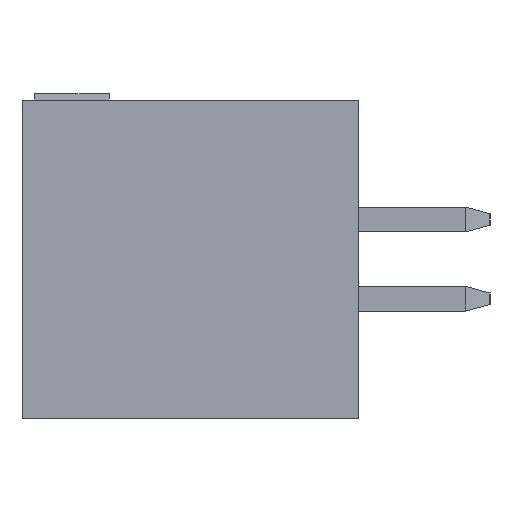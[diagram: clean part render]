
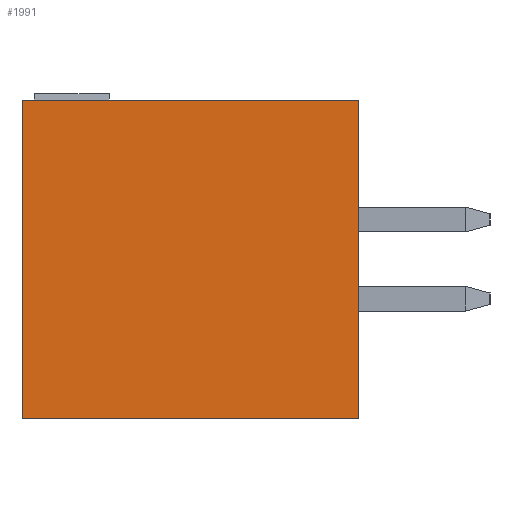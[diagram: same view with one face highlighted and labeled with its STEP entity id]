
A CAD part, left-side view. The second image highlights one B-rep face of the part: STEP entity #1991.
In plain terms, the highlighted planar face has unit normal (-1, 0, 0).
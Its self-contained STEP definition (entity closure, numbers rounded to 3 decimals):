
#612 = PLANE ( 'NONE',  #7555 ) ;
#822 = DIRECTION ( 'NONE',  ( 0., 0., 1. ) ) ;
#991 = VECTOR ( 'NONE', #1668, 1000. ) ;
#1588 = DIRECTION ( 'NONE',  ( 0., -1., 0. ) ) ;
#1668 = DIRECTION ( 'NONE',  ( 0., 0., 1. ) ) ;
#1991 = ADVANCED_FACE ( 'NONE', ( #7240 ), #612, .F. ) ;
#2718 = ORIENTED_EDGE ( 'NONE', *, *, #6244, .T. ) ;
#2731 = CARTESIAN_POINT ( 'NONE',  ( -8.23, 0., -2.55 ) ) ;
#2894 = ORIENTED_EDGE ( 'NONE', *, *, #6743, .F. ) ;
#3360 = EDGE_CURVE ( 'NONE', #3822, #4354, #9202, .T. ) ;
#3643 = CARTESIAN_POINT ( 'NONE',  ( -8.23, 0., 2.55 ) ) ;
#3822 = VERTEX_POINT ( 'NONE', #2731 ) ;
#3926 = LINE ( 'NONE', #11329, #5958 ) ;
#4354 = VERTEX_POINT ( 'NONE', #3643 ) ;
#4517 = LINE ( 'NONE', #6529, #991 ) ;
#4624 = ORIENTED_EDGE ( 'NONE', *, *, #3360, .T. ) ;
#5377 = CARTESIAN_POINT ( 'NONE',  ( -8.23, 5.4, 2.55 ) ) ;
#5485 = VECTOR ( 'NONE', #11515, 1000. ) ;
#5686 = CARTESIAN_POINT ( 'NONE',  ( -8.23, 0., 2.55 ) ) ;
#5958 = VECTOR ( 'NONE', #1588, 1000. ) ;
#5962 = VERTEX_POINT ( 'NONE', #9945 ) ;
#6244 = EDGE_CURVE ( 'NONE', #5962, #3822, #3926, .T. ) ;
#6529 = CARTESIAN_POINT ( 'NONE',  ( -8.23, 5.4, 2.55 ) ) ;
#6563 = LINE ( 'NONE', #12385, #5485 ) ;
#6573 = VECTOR ( 'NONE', #822, 1000. ) ;
#6743 = EDGE_CURVE ( 'NONE', #8251, #4354, #6563, .T. ) ;
#7240 = FACE_OUTER_BOUND ( 'NONE', #10527, .T. ) ;
#7341 = EDGE_CURVE ( 'NONE', #5962, #8251, #4517, .T. ) ;
#7555 = AXIS2_PLACEMENT_3D ( 'NONE', #12393, #9404, #8543 ) ;
#8251 = VERTEX_POINT ( 'NONE', #5377 ) ;
#8543 = DIRECTION ( 'NONE',  ( 0., 0., -1. ) ) ;
#9202 = LINE ( 'NONE', #5686, #6573 ) ;
#9404 = DIRECTION ( 'NONE',  ( 1., 0., 0. ) ) ;
#9713 = ORIENTED_EDGE ( 'NONE', *, *, #7341, .F. ) ;
#9945 = CARTESIAN_POINT ( 'NONE',  ( -8.23, 5.4, -2.55 ) ) ;
#10527 = EDGE_LOOP ( 'NONE', ( #4624, #2894, #9713, #2718 ) ) ;
#11329 = CARTESIAN_POINT ( 'NONE',  ( -8.23, 5.4, -2.55 ) ) ;
#11515 = DIRECTION ( 'NONE',  ( 0., -1., 0. ) ) ;
#12385 = CARTESIAN_POINT ( 'NONE',  ( -8.23, 5.4, 2.55 ) ) ;
#12393 = CARTESIAN_POINT ( 'NONE',  ( -8.23, 5.4, 2.55 ) ) ;
